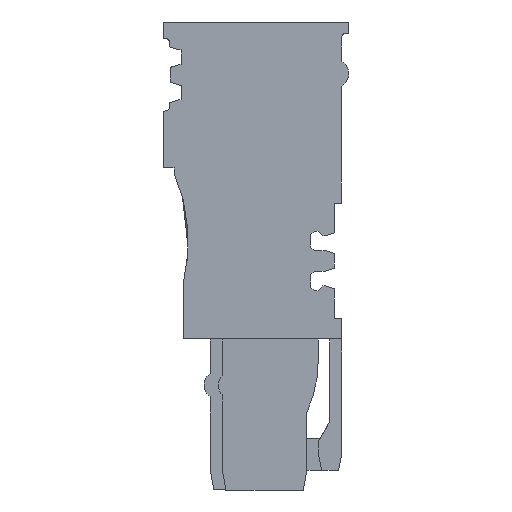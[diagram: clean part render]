
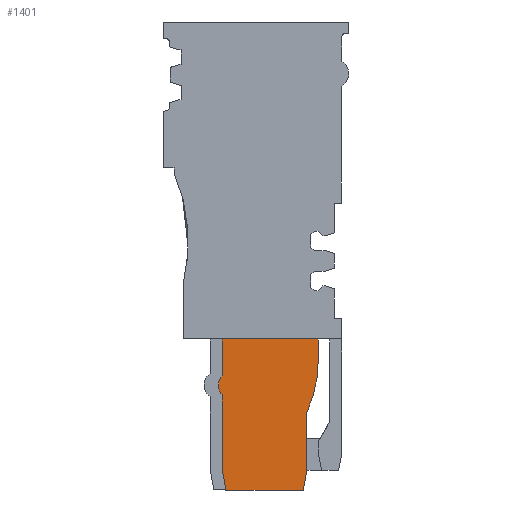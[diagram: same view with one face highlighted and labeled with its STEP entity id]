
A CAD part, left-side view. The second image highlights one B-rep face of the part: STEP entity #1401.
In plain terms, the highlighted planar face has unit normal (-1, 0, 0).
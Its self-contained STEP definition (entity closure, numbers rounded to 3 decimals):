
#1326=AXIS2_PLACEMENT_3D('Plane Axis2P3D',#1323,#1324,#1325) ;
#1339=AXIS2_PLACEMENT_3D('Circle Axis2P3D',#1337,#1338,$) ;
#1381=AXIS2_PLACEMENT_3D('Circle Axis2P3D',#1379,#1380,$) ;
#1292=CARTESIAN_POINT('Vertex',(0.7,2.65,13.15)) ;
#1297=CARTESIAN_POINT('Line Origine',(0.7,2.65,12.244)) ;
#1301=CARTESIAN_POINT('Vertex',(0.7,2.65,11.337)) ;
#1323=CARTESIAN_POINT('Axis2P3D Location',(0.7,13.686,11.345)) ;
#1328=CARTESIAN_POINT('Line Origine',(0.7,11.,11.561)) ;
#1332=CARTESIAN_POINT('Vertex',(0.7,11.,13.15)) ;
#1334=CARTESIAN_POINT('Vertex',(0.7,11.,9.972)) ;
#1337=CARTESIAN_POINT('Axis2P3D Location',(0.7,10.15,9.125)) ;
#1341=CARTESIAN_POINT('Vertex',(0.7,11.,8.278)) ;
#1344=CARTESIAN_POINT('Line Origine',(0.7,11.,4.972)) ;
#1348=CARTESIAN_POINT('Vertex',(0.7,11.,1.666)) ;
#1351=CARTESIAN_POINT('Line Origine',(0.7,10.853,0.833)) ;
#1355=CARTESIAN_POINT('Vertex',(0.7,10.706,0.)) ;
#1358=CARTESIAN_POINT('Line Origine',(0.7,7.328,0.)) ;
#1362=CARTESIAN_POINT('Vertex',(0.7,3.95,0.)) ;
#1365=CARTESIAN_POINT('Line Origine',(0.7,3.8,0.851)) ;
#1369=CARTESIAN_POINT('Vertex',(0.7,3.65,1.701)) ;
#1372=CARTESIAN_POINT('Line Origine',(0.7,3.65,4.228)) ;
#1376=CARTESIAN_POINT('Vertex',(0.7,3.65,6.755)) ;
#1379=CARTESIAN_POINT('Axis2P3D Location',(0.7,13.686,11.345)) ;
#1384=CARTESIAN_POINT('Line Origine',(0.7,6.825,13.15)) ;
#1298=DIRECTION('Vector Direction',(0.,0.,-1.)) ;
#1324=DIRECTION('Axis2P3D Direction',(1.,-0.,0.)) ;
#1325=DIRECTION('Axis2P3D XDirection',(0.,0.,-1.)) ;
#1329=DIRECTION('Vector Direction',(0.,0.,-1.)) ;
#1338=DIRECTION('Axis2P3D Direction',(1.,-0.,0.)) ;
#1345=DIRECTION('Vector Direction',(0.,0.,-1.)) ;
#1352=DIRECTION('Vector Direction',(0.,-0.174,-0.985)) ;
#1359=DIRECTION('Vector Direction',(0.,1.,0.)) ;
#1366=DIRECTION('Vector Direction',(0.,0.174,-0.985)) ;
#1373=DIRECTION('Vector Direction',(0.,0.,-1.)) ;
#1380=DIRECTION('Axis2P3D Direction',(1.,-0.,0.)) ;
#1385=DIRECTION('Vector Direction',(0.,1.,0.)) ;
#1299=VECTOR('Line Direction',#1298,1.) ;
#1330=VECTOR('Line Direction',#1329,1.) ;
#1346=VECTOR('Line Direction',#1345,1.) ;
#1353=VECTOR('Line Direction',#1352,1.) ;
#1360=VECTOR('Line Direction',#1359,1.) ;
#1367=VECTOR('Line Direction',#1366,1.) ;
#1374=VECTOR('Line Direction',#1373,1.) ;
#1386=VECTOR('Line Direction',#1385,1.) ;
#1390=ORIENTED_EDGE('',*,*,#1336,.T.) ;
#1391=ORIENTED_EDGE('',*,*,#1343,.F.) ;
#1392=ORIENTED_EDGE('',*,*,#1350,.T.) ;
#1393=ORIENTED_EDGE('',*,*,#1357,.T.) ;
#1394=ORIENTED_EDGE('',*,*,#1364,.F.) ;
#1395=ORIENTED_EDGE('',*,*,#1371,.F.) ;
#1396=ORIENTED_EDGE('',*,*,#1378,.F.) ;
#1397=ORIENTED_EDGE('',*,*,#1383,.F.) ;
#1398=ORIENTED_EDGE('',*,*,#1303,.F.) ;
#1399=ORIENTED_EDGE('',*,*,#1388,.T.) ;
#1401=ADVANCED_FACE('V1',(#1400),#1327,.F.) ;
#1340=CIRCLE('generated circle',#1339,1.2) ;
#1382=CIRCLE('generated circle',#1381,11.036) ;
#1303=EDGE_CURVE('',#1293,#1302,#1300,.T.) ;
#1336=EDGE_CURVE('',#1333,#1335,#1331,.T.) ;
#1343=EDGE_CURVE('',#1342,#1335,#1340,.T.) ;
#1350=EDGE_CURVE('',#1342,#1349,#1347,.T.) ;
#1357=EDGE_CURVE('',#1349,#1356,#1354,.T.) ;
#1364=EDGE_CURVE('',#1363,#1356,#1361,.T.) ;
#1371=EDGE_CURVE('',#1370,#1363,#1368,.T.) ;
#1378=EDGE_CURVE('',#1377,#1370,#1375,.T.) ;
#1383=EDGE_CURVE('',#1302,#1377,#1382,.T.) ;
#1388=EDGE_CURVE('',#1293,#1333,#1387,.T.) ;
#1389=EDGE_LOOP('',(#1390,#1391,#1392,#1393,#1394,#1395,#1396,#1397,#1398,#1399)) ;
#1400=FACE_OUTER_BOUND('',#1389,.T.) ;
#1300=LINE('Line',#1297,#1299) ;
#1331=LINE('Line',#1328,#1330) ;
#1347=LINE('Line',#1344,#1346) ;
#1354=LINE('Line',#1351,#1353) ;
#1361=LINE('Line',#1358,#1360) ;
#1368=LINE('Line',#1365,#1367) ;
#1375=LINE('Line',#1372,#1374) ;
#1387=LINE('Line',#1384,#1386) ;
#1327=PLANE('',#1326) ;
#1293=VERTEX_POINT('',#1292) ;
#1302=VERTEX_POINT('',#1301) ;
#1333=VERTEX_POINT('',#1332) ;
#1335=VERTEX_POINT('',#1334) ;
#1342=VERTEX_POINT('',#1341) ;
#1349=VERTEX_POINT('',#1348) ;
#1356=VERTEX_POINT('',#1355) ;
#1363=VERTEX_POINT('',#1362) ;
#1370=VERTEX_POINT('',#1369) ;
#1377=VERTEX_POINT('',#1376) ;
